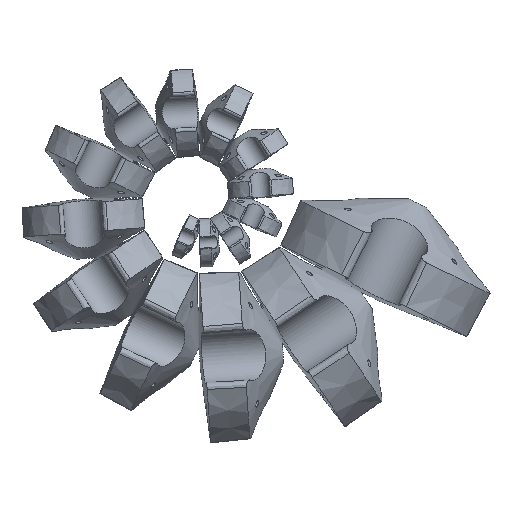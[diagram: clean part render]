
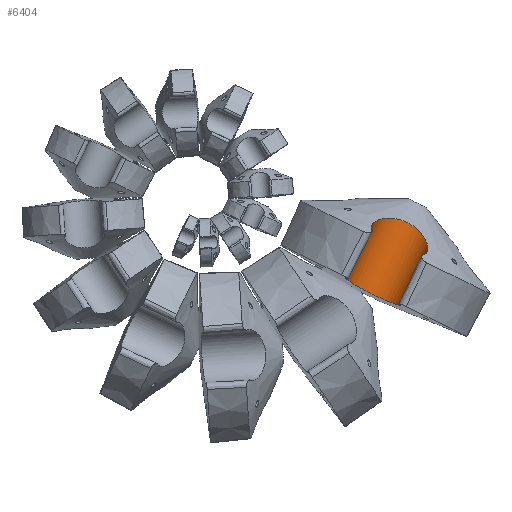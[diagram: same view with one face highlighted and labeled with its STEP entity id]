
A CAD part, top view. The second image highlights one B-rep face of the part: STEP entity #6404.
In plain terms, the highlighted cylindrical face has radius 13.473 mm (diameter 26.947 mm), a partial arc.
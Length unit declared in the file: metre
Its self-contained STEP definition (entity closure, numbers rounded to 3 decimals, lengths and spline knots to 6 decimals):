
#310=CYLINDRICAL_SURFACE('',#7014,0.013473);
#2302=ORIENTED_EDGE('',*,*,#3257,.T.);
#2303=ORIENTED_EDGE('',*,*,#3282,.T.);
#2304=ORIENTED_EDGE('',*,*,#3234,.F.);
#2305=ORIENTED_EDGE('',*,*,#3283,.T.);
#3234=EDGE_CURVE('',#3926,#3927,#4694,.T.);
#3257=EDGE_CURVE('',#3950,#3949,#4711,.T.);
#3282=EDGE_CURVE('',#3949,#3927,#4734,.T.);
#3283=EDGE_CURVE('',#3926,#3950,#4735,.T.);
#3926=VERTEX_POINT('',#15361);
#3927=VERTEX_POINT('',#15374);
#3949=VERTEX_POINT('',#15550);
#3950=VERTEX_POINT('',#15567);
#4694=B_SPLINE_CURVE_WITH_KNOTS('',3,(#15362,#15363,#15364,#15365,#15366,
#15367,#15368,#15369,#15370,#15371,#15372,#15373),.UNSPECIFIED.,.F.,.F.,
(4,1,1,1,1,1,1,1,1,4),(0.007344,0.013805,0.020267,
0.026728,0.03319,0.039651,0.046113,
0.052574,0.055805,0.059036),.UNSPECIFIED.);
#4711=B_SPLINE_CURVE_WITH_KNOTS('',3,(#15551,#15552,#15553,#15554,#15555,
#15556,#15557,#15558,#15559,#15560,#15561,#15562,#15563,#15564,#15565,#15566),
 .UNSPECIFIED.,.F.,.F.,(4,1,1,1,1,1,1,1,1,1,1,1,1,4),(0.007971,
0.015125,0.022279,0.025856,0.029433,
0.03301,0.036587,0.040164,0.043741,
0.047318,0.050895,0.058049,0.061626,
0.065203),.UNSPECIFIED.);
#4734=B_SPLINE_CURVE_WITH_KNOTS('',3,(#15723,#15724,#15725,#15726),
 .UNSPECIFIED.,.F.,.F.,(4,4),(0.,0.023578),
 .UNSPECIFIED.);
#4735=B_SPLINE_CURVE_WITH_KNOTS('',3,(#15727,#15728,#15729,#15730),
 .UNSPECIFIED.,.F.,.F.,(4,4),(0.,0.023578),.UNSPECIFIED.);
#5325=EDGE_LOOP('',(#2302,#2303,#2304,#2305));
#5933=FACE_BOUND('',#5325,.T.);
#6404=ADVANCED_FACE('',(#5933),#310,.F.);
#7014=AXIS2_PLACEMENT_3D('',#15722,#7844,#7845);
#7844=DIRECTION('',(-0.44,-0.898,0.));
#7845=DIRECTION('',(0.898,-0.44,0.));
#15361=CARTESIAN_POINT('',(0.067349,-0.042198,0.028973));
#15362=CARTESIAN_POINT('',(0.067349,-0.042198,0.028973));
#15363=CARTESIAN_POINT('',(0.067968,-0.042631,0.026954));
#15364=CARTESIAN_POINT('',(0.068303,-0.043096,0.022519));
#15365=CARTESIAN_POINT('',(0.065949,-0.042444,0.016306));
#15366=CARTESIAN_POINT('',(0.06129,-0.040605,0.011897));
#15367=CARTESIAN_POINT('',(0.055371,-0.037899,0.010301));
#15368=CARTESIAN_POINT('',(0.049638,-0.034892,0.01189));
#15369=CARTESIAN_POINT('',(0.045307,-0.032321,0.016317));
#15370=CARTESIAN_POINT('',(0.043688,-0.03111,0.02148));
#15371=CARTESIAN_POINT('',(0.043786,-0.030848,0.025852));
#15372=CARTESIAN_POINT('',(0.044289,-0.030955,0.027952));
#15373=CARTESIAN_POINT('',(0.044654,-0.031068,0.028973));
#15374=CARTESIAN_POINT('',(0.044654,-0.031068,0.028973));
#15550=CARTESIAN_POINT('',(0.055298,-0.010043,0.029717));
#15551=CARTESIAN_POINT('',(0.077455,-0.020908,0.029717));
#15552=CARTESIAN_POINT('',(0.078634,-0.020546,0.027667));
#15553=CARTESIAN_POINT('',(0.080137,-0.019113,0.023185));
#15554=CARTESIAN_POINT('',(0.079775,-0.015947,0.017976));
#15555=CARTESIAN_POINT('',(0.078211,-0.012906,0.014559));
#15556=CARTESIAN_POINT('',(0.076428,-0.010545,0.012541));
#15557=CARTESIAN_POINT('',(0.073969,-0.008223,0.011164));
#15558=CARTESIAN_POINT('',(0.070909,-0.006293,0.010668));
#15559=CARTESIAN_POINT('',(0.067508,-0.005044,0.011152));
#15560=CARTESIAN_POINT('',(0.064165,-0.004511,0.012514));
#15561=CARTESIAN_POINT('',(0.061157,-0.004545,0.01456));
#15562=CARTESIAN_POINT('',(0.057799,-0.005171,0.017976));
#15563=CARTESIAN_POINT('',(0.055614,-0.006504,0.02217));
#15564=CARTESIAN_POINT('',(0.054911,-0.008373,0.026551));
#15565=CARTESIAN_POINT('',(0.055081,-0.009468,0.028695));
#15566=CARTESIAN_POINT('',(0.055298,-0.010043,0.029717));
#15567=CARTESIAN_POINT('',(0.077455,-0.020908,0.029717));
#15722=CARTESIAN_POINT('',(0.211252,0.279966,0.024305));
#15723=CARTESIAN_POINT('',(0.055298,-0.010043,0.029717));
#15724=CARTESIAN_POINT('',(0.051741,-0.017047,0.029467));
#15725=CARTESIAN_POINT('',(0.048194,-0.024056,0.029219));
#15726=CARTESIAN_POINT('',(0.044654,-0.031068,0.028973));
#15727=CARTESIAN_POINT('',(0.067349,-0.042198,0.028973));
#15728=CARTESIAN_POINT('',(0.070726,-0.035105,0.029219));
#15729=CARTESIAN_POINT('',(0.074095,-0.028009,0.029467));
#15730=CARTESIAN_POINT('',(0.077455,-0.020908,0.029717));
